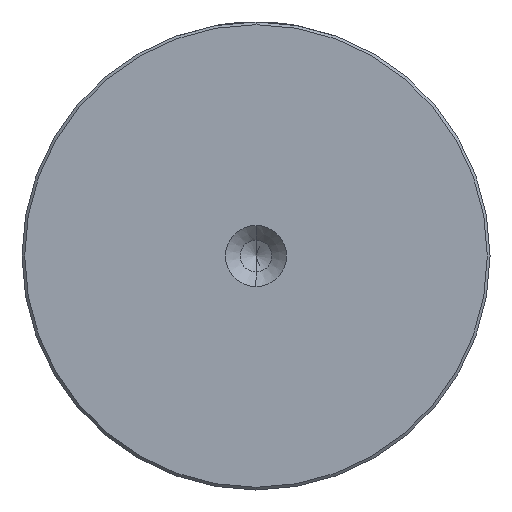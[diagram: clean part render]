
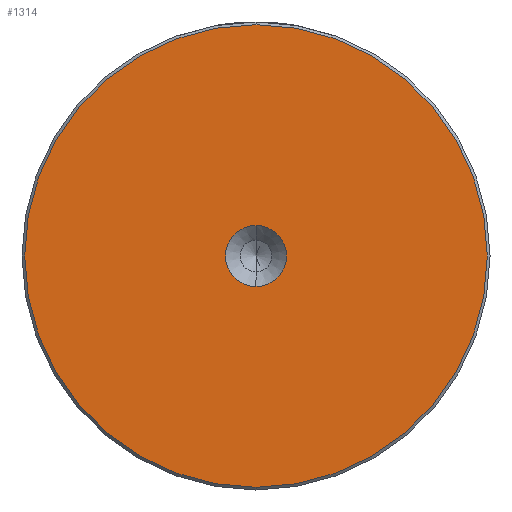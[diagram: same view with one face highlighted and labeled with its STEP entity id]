
A CAD part, left-side view. The second image highlights one B-rep face of the part: STEP entity #1314.
In plain terms, the highlighted planar face has unit normal (-1, 0, 0).
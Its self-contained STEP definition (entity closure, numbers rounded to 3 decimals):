
#4 = DIRECTION ( 'NONE',  ( -1., 0., 0. ) ) ;
#111 = VERTEX_POINT ( 'NONE', #684 ) ;
#167 = VERTEX_POINT ( 'NONE', #781 ) ;
#448 = EDGE_CURVE ( 'NONE', #2184, #167, #1074, .T. ) ;
#623 = AXIS2_PLACEMENT_3D ( 'NONE', #1062, #2518, #1272 ) ;
#666 = CARTESIAN_POINT ( 'NONE',  ( 0., 0., -5.6 ) ) ;
#677 = CIRCLE ( 'NONE', #623, 5.6 ) ;
#681 = ORIENTED_EDGE ( 'NONE', *, *, #1299, .F. ) ;
#684 = CARTESIAN_POINT ( 'NONE',  ( 0., 0., 5.6 ) ) ;
#781 = CARTESIAN_POINT ( 'NONE',  ( 0., 0., -42.5 ) ) ;
#786 = CARTESIAN_POINT ( 'NONE',  ( 0., 0., 0. ) ) ;
#850 = PLANE ( 'NONE',  #1054 ) ;
#964 = EDGE_CURVE ( 'NONE', #111, #1959, #1198, .T. ) ;
#971 = ORIENTED_EDGE ( 'NONE', *, *, #2343, .T. ) ;
#993 = AXIS2_PLACEMENT_3D ( 'NONE', #2609, #2481, #2404 ) ;
#994 = EDGE_LOOP ( 'NONE', ( #2564, #681 ) ) ;
#999 = DIRECTION ( 'NONE',  ( 0., 0., 1. ) ) ;
#1054 = AXIS2_PLACEMENT_3D ( 'NONE', #1879, #4, #1475 ) ;
#1062 = CARTESIAN_POINT ( 'NONE',  ( 0., 0., 0. ) ) ;
#1074 = CIRCLE ( 'NONE', #993, 42.5 ) ;
#1198 = CIRCLE ( 'NONE', #2554, 5.6 ) ;
#1234 = FACE_OUTER_BOUND ( 'NONE', #1713, .T. ) ;
#1272 = DIRECTION ( 'NONE',  ( 0., 0., 1. ) ) ;
#1299 = EDGE_CURVE ( 'NONE', #1959, #111, #677, .T. ) ;
#1314 = ADVANCED_FACE ( 'NONE', ( #1234, #1777 ), #850, .T. ) ;
#1409 = DIRECTION ( 'NONE',  ( 0., 0., 1. ) ) ;
#1417 = DIRECTION ( 'NONE',  ( -1., 0., 0. ) ) ;
#1421 = CARTESIAN_POINT ( 'NONE',  ( 0., 0., 0. ) ) ;
#1475 = DIRECTION ( 'NONE',  ( 0., 0., 1. ) ) ;
#1637 = CARTESIAN_POINT ( 'NONE',  ( 0., 0., 42.5 ) ) ;
#1713 = EDGE_LOOP ( 'NONE', ( #971, #1824 ) ) ;
#1777 = FACE_BOUND ( 'NONE', #994, .T. ) ;
#1824 = ORIENTED_EDGE ( 'NONE', *, *, #448, .T. ) ;
#1867 = CIRCLE ( 'NONE', #2278, 42.5 ) ;
#1879 = CARTESIAN_POINT ( 'NONE',  ( 0., 0., 0. ) ) ;
#1959 = VERTEX_POINT ( 'NONE', #666 ) ;
#2184 = VERTEX_POINT ( 'NONE', #1637 ) ;
#2228 = DIRECTION ( 'NONE',  ( -1., 0., 0. ) ) ;
#2278 = AXIS2_PLACEMENT_3D ( 'NONE', #786, #2228, #999 ) ;
#2343 = EDGE_CURVE ( 'NONE', #167, #2184, #1867, .T. ) ;
#2404 = DIRECTION ( 'NONE',  ( 0., 0., 1. ) ) ;
#2481 = DIRECTION ( 'NONE',  ( -1., 0., 0. ) ) ;
#2518 = DIRECTION ( 'NONE',  ( -1., 0., 0. ) ) ;
#2554 = AXIS2_PLACEMENT_3D ( 'NONE', #1421, #1417, #1409 ) ;
#2564 = ORIENTED_EDGE ( 'NONE', *, *, #964, .F. ) ;
#2609 = CARTESIAN_POINT ( 'NONE',  ( 0., 0., 0. ) ) ;
